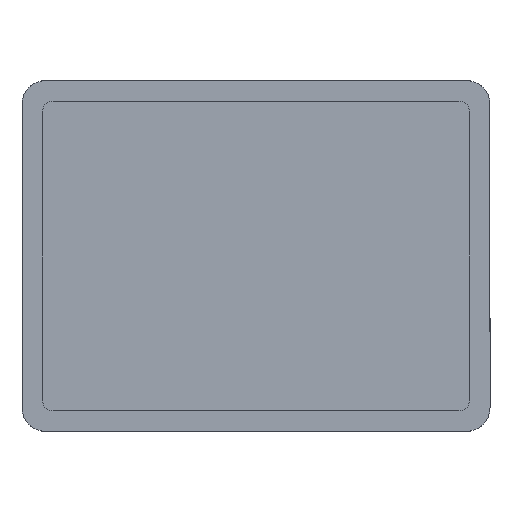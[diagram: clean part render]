
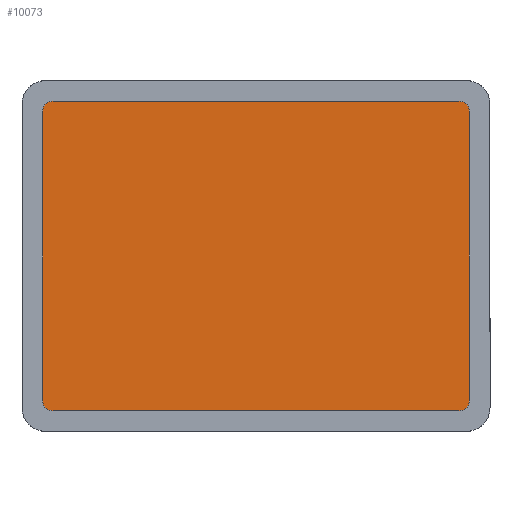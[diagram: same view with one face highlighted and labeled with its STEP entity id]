
A CAD part, front view. The second image highlights one B-rep face of the part: STEP entity #10073.
In plain terms, the highlighted planar face has unit normal (0, -1, 0).
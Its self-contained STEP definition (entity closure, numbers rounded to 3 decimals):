
#148 = DIRECTION ( 'NONE',  ( 1., 0., 0. ) ) ;
#536 = DIRECTION ( 'NONE',  ( 0., 0., 1. ) ) ;
#610 = ORIENTED_EDGE ( 'NONE', *, *, #8833, .F. ) ;
#668 = ORIENTED_EDGE ( 'NONE', *, *, #3506, .F. ) ;
#750 = VECTOR ( 'NONE', #10877, 1000. ) ;
#1077 = CARTESIAN_POINT ( 'NONE',  ( 182., 0., -123. ) ) ;
#1403 = CARTESIAN_POINT ( 'NONE',  ( -182., 0., 123. ) ) ;
#1406 = AXIS2_PLACEMENT_3D ( 'NONE', #7211, #7274, #10120 ) ;
#1601 = DIRECTION ( 'NONE',  ( 0., 1., 0. ) ) ;
#1792 = CIRCLE ( 'NONE', #9185, 9. ) ;
#2136 = VERTEX_POINT ( 'NONE', #3520 ) ;
#2355 = DIRECTION ( 'NONE',  ( 0., 0., 1. ) ) ;
#2506 = VERTEX_POINT ( 'NONE', #9510 ) ;
#2928 = ORIENTED_EDGE ( 'NONE', *, *, #6899, .F. ) ;
#3068 = CARTESIAN_POINT ( 'NONE',  ( -173., 0., 132. ) ) ;
#3132 = DIRECTION ( 'NONE',  ( 0., 1., 0. ) ) ;
#3277 = CARTESIAN_POINT ( 'NONE',  ( 182., 0., 123. ) ) ;
#3358 = CARTESIAN_POINT ( 'NONE',  ( -173., 0., -123. ) ) ;
#3404 = CARTESIAN_POINT ( 'NONE',  ( -173., 0., -123. ) ) ;
#3506 = EDGE_CURVE ( 'NONE', #11397, #6612, #6767, .T. ) ;
#3520 = CARTESIAN_POINT ( 'NONE',  ( -182., 0., -123. ) ) ;
#3969 = VECTOR ( 'NONE', #13049, 1000. ) ;
#4178 = VECTOR ( 'NONE', #148, 1000. ) ;
#4682 = CARTESIAN_POINT ( 'NONE',  ( -173., 0., 132. ) ) ;
#4849 = LINE ( 'NONE', #7018, #10016 ) ;
#5569 = FACE_OUTER_BOUND ( 'NONE', #9958, .T. ) ;
#5662 = EDGE_CURVE ( 'NONE', #2136, #5842, #4849, .T. ) ;
#5842 = VERTEX_POINT ( 'NONE', #1403 ) ;
#5919 = CARTESIAN_POINT ( 'NONE',  ( 173., 0., -123. ) ) ;
#6233 = EDGE_CURVE ( 'NONE', #2506, #2136, #10673, .T. ) ;
#6612 = VERTEX_POINT ( 'NONE', #3277 ) ;
#6687 = DIRECTION ( 'NONE',  ( 0., 0., 1. ) ) ;
#6767 = CIRCLE ( 'NONE', #7412, 9. ) ;
#6824 = CARTESIAN_POINT ( 'NONE',  ( 173., 0., 132. ) ) ;
#6899 = EDGE_CURVE ( 'NONE', #7471, #2506, #11871, .T. ) ;
#7018 = CARTESIAN_POINT ( 'NONE',  ( -182., 0., 123. ) ) ;
#7105 = ORIENTED_EDGE ( 'NONE', *, *, #10209, .F. ) ;
#7166 = DIRECTION ( 'NONE',  ( 0., 0., 1. ) ) ;
#7211 = CARTESIAN_POINT ( 'NONE',  ( -173., 0., 123. ) ) ;
#7274 = DIRECTION ( 'NONE',  ( 0., 1., 0. ) ) ;
#7394 = DIRECTION ( 'NONE',  ( 0., 1., 0. ) ) ;
#7412 = AXIS2_PLACEMENT_3D ( 'NONE', #12604, #1601, #6687 ) ;
#7434 = EDGE_CURVE ( 'NONE', #5842, #12486, #8149, .T. ) ;
#7471 = VERTEX_POINT ( 'NONE', #9190 ) ;
#7816 = CARTESIAN_POINT ( 'NONE',  ( -173., 0., -132. ) ) ;
#7873 = LINE ( 'NONE', #11933, #3969 ) ;
#7933 = ORIENTED_EDGE ( 'NONE', *, *, #11740, .F. ) ;
#8149 = CIRCLE ( 'NONE', #1406, 9. ) ;
#8150 = LINE ( 'NONE', #3068, #4178 ) ;
#8833 = EDGE_CURVE ( 'NONE', #12486, #11397, #8150, .T. ) ;
#9185 = AXIS2_PLACEMENT_3D ( 'NONE', #5919, #3132, #7166 ) ;
#9190 = CARTESIAN_POINT ( 'NONE',  ( 173., 0., -132. ) ) ;
#9510 = CARTESIAN_POINT ( 'NONE',  ( -173., 0., -132. ) ) ;
#9601 = AXIS2_PLACEMENT_3D ( 'NONE', #3358, #7394, #2355 ) ;
#9958 = EDGE_LOOP ( 'NONE', ( #12954, #2928, #7933, #7105, #668, #610, #11716, #12306 ) ) ;
#10016 = VECTOR ( 'NONE', #11059, 1000. ) ;
#10073 = ADVANCED_FACE ( 'NONE', ( #5569 ), #11549, .F. ) ;
#10120 = DIRECTION ( 'NONE',  ( 0., 0., 1. ) ) ;
#10209 = EDGE_CURVE ( 'NONE', #6612, #13008, #7873, .T. ) ;
#10673 = CIRCLE ( 'NONE', #9601, 9. ) ;
#10877 = DIRECTION ( 'NONE',  ( -1., 0., 0. ) ) ;
#10943 = AXIS2_PLACEMENT_3D ( 'NONE', #3404, #12726, #536 ) ;
#11059 = DIRECTION ( 'NONE',  ( 0., 0., 1. ) ) ;
#11397 = VERTEX_POINT ( 'NONE', #6824 ) ;
#11549 = PLANE ( 'NONE',  #10943 ) ;
#11716 = ORIENTED_EDGE ( 'NONE', *, *, #7434, .F. ) ;
#11740 = EDGE_CURVE ( 'NONE', #13008, #7471, #1792, .T. ) ;
#11871 = LINE ( 'NONE', #7816, #750 ) ;
#11933 = CARTESIAN_POINT ( 'NONE',  ( 182., 0., 123. ) ) ;
#12306 = ORIENTED_EDGE ( 'NONE', *, *, #5662, .F. ) ;
#12486 = VERTEX_POINT ( 'NONE', #4682 ) ;
#12604 = CARTESIAN_POINT ( 'NONE',  ( 173., 0., 123. ) ) ;
#12726 = DIRECTION ( 'NONE',  ( 0., 1., 0. ) ) ;
#12954 = ORIENTED_EDGE ( 'NONE', *, *, #6233, .F. ) ;
#13008 = VERTEX_POINT ( 'NONE', #1077 ) ;
#13049 = DIRECTION ( 'NONE',  ( 0., 0., -1. ) ) ;
